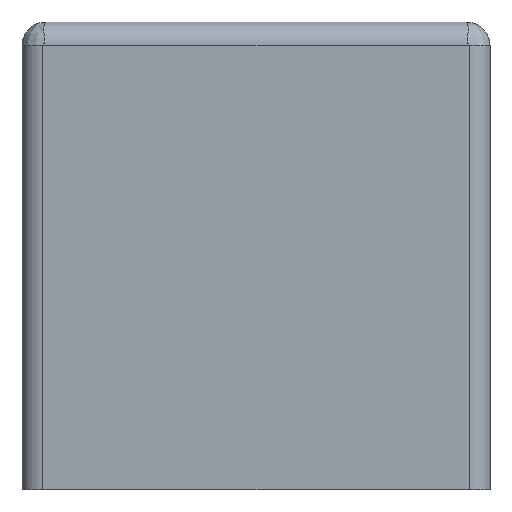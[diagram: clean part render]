
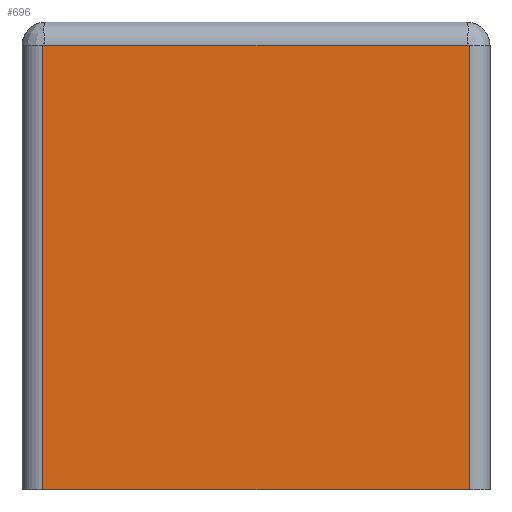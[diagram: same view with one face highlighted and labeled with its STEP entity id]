
A CAD part, left-side view. The second image highlights one B-rep face of the part: STEP entity #696.
In plain terms, the highlighted planar face has unit normal (-1, 0, 0).
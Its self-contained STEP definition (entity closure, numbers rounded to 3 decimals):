
#423 = VERTEX_POINT('',#424);
#424 = CARTESIAN_POINT('',(0.,4.78,0.));
#431 = EDGE_CURVE('',#423,#432,#434,.T.);
#432 = VERTEX_POINT('',#433);
#433 = CARTESIAN_POINT('',(0.,0.22,0.));
#434 = LINE('',#435,#436);
#435 = CARTESIAN_POINT('',(0.,5.,0.));
#436 = VECTOR('',#437,1.);
#437 = DIRECTION('',(0.,-1.,0.));
#532 = EDGE_CURVE('',#533,#535,#537,.T.);
#533 = VERTEX_POINT('',#534);
#534 = CARTESIAN_POINT('',(0.,4.78,4.75));
#535 = VERTEX_POINT('',#536);
#536 = CARTESIAN_POINT('',(0.,0.22,4.75));
#537 = LINE('',#538,#539);
#538 = CARTESIAN_POINT('',(0.,5.,4.75));
#539 = VECTOR('',#540,1.);
#540 = DIRECTION('',(0.,-1.,0.));
#678 = EDGE_CURVE('',#432,#535,#679,.T.);
#679 = LINE('',#680,#681);
#680 = CARTESIAN_POINT('',(0.,0.22,0.));
#681 = VECTOR('',#682,1.);
#682 = DIRECTION('',(0.,0.,1.));
#696 = ADVANCED_FACE('',(#697),#708,.F.);
#697 = FACE_BOUND('',#698,.F.);
#698 = EDGE_LOOP('',(#699,#700,#701,#702));
#699 = ORIENTED_EDGE('',*,*,#532,.T.);
#700 = ORIENTED_EDGE('',*,*,#678,.F.);
#701 = ORIENTED_EDGE('',*,*,#431,.F.);
#702 = ORIENTED_EDGE('',*,*,#703,.T.);
#703 = EDGE_CURVE('',#423,#533,#704,.T.);
#704 = LINE('',#705,#706);
#705 = CARTESIAN_POINT('',(0.,4.78,0.));
#706 = VECTOR('',#707,1.);
#707 = DIRECTION('',(0.,0.,1.));
#708 = PLANE('',#709);
#709 = AXIS2_PLACEMENT_3D('',#710,#711,#712);
#710 = CARTESIAN_POINT('',(0.,5.,0.));
#711 = DIRECTION('',(1.,0.,0.));
#712 = DIRECTION('',(0.,-1.,0.));
